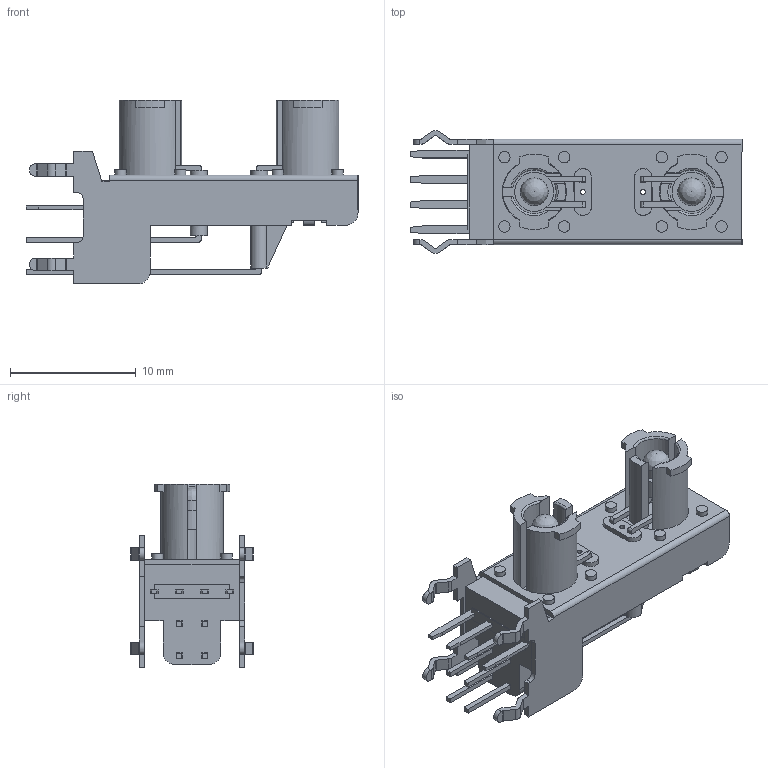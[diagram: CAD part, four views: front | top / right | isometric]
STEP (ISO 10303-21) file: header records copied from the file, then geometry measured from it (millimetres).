
FILE_DESCRIPTION((' '),'2;1');
FILE_NAME('TL3253BxNBxNF160Q.stp','2017-08-01T09:10:15',(' '),(' '),' ','ACIS',' ');
FILE_SCHEMA(('CONFIG_CONTROL_DESIGN'));
Length unit declared in the file: inch
Products named in the file (1): TL3253BxNBxNF160Q.stp
Bounding box: 26.38 x 9.75 x 14.6 mm (x, y, z)
Volume: 719.1 mm3; surface area: 2310.5 mm2
Topology: 1 solids, 3 shells, 720 faces, 2007 edges, 1318 vertices
Faces by surface type: plane 537, cylinder 169, torus 10, bspline 4
Full cylindrical faces by diameter (mm): 0.4 x2, 0.9 x8, 1 x1, 2.202 x2, 3.1 x2, 5.1 x2
Entity records: 23055 total; most frequent: CARTESIAN_POINT 4279, ORIENTED_EDGE 3934, DIRECTION 3768, EDGE_CURVE 1967, VECTOR 1572, LINE 1572, VERTEX_POINT 1301, AXIS2_PLACEMENT_3D 1098
